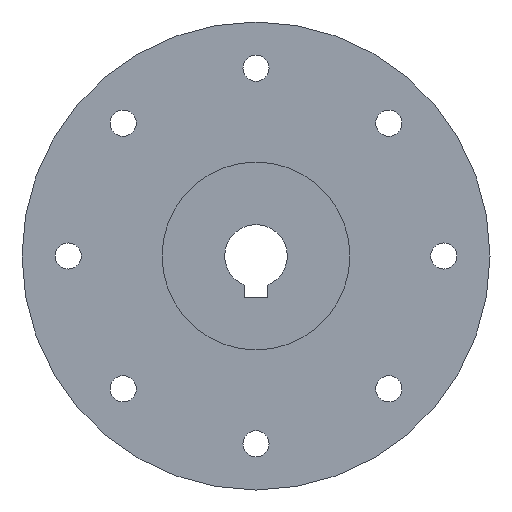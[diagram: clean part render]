
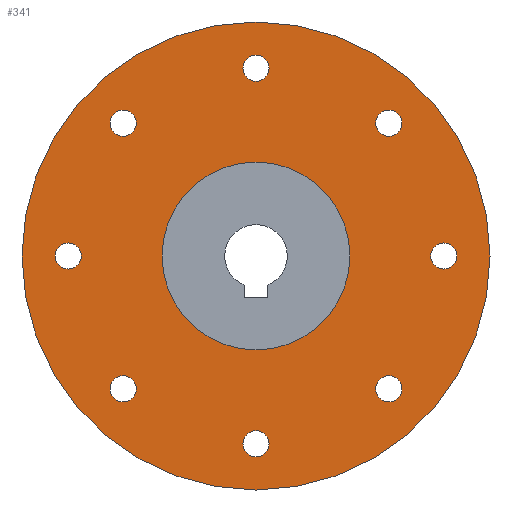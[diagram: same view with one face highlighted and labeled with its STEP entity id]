
A CAD part, front view. The second image highlights one B-rep face of the part: STEP entity #341.
In plain terms, the highlighted planar face has unit normal (0, -1, 0).
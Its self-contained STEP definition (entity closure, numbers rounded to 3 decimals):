
#15=FACE_BOUND('',#61,.T.);
#16=FACE_BOUND('',#62,.T.);
#17=FACE_BOUND('',#63,.T.);
#18=FACE_BOUND('',#64,.T.);
#19=FACE_BOUND('',#65,.T.);
#20=FACE_BOUND('',#66,.T.);
#21=FACE_BOUND('',#67,.T.);
#22=FACE_BOUND('',#68,.T.);
#23=FACE_BOUND('',#69,.T.);
#34=PLANE('',#375);
#42=FACE_OUTER_BOUND('',#60,.T.);
#60=EDGE_LOOP('',(#243));
#61=EDGE_LOOP('',(#244));
#62=EDGE_LOOP('',(#245));
#63=EDGE_LOOP('',(#246));
#64=EDGE_LOOP('',(#247));
#65=EDGE_LOOP('',(#248));
#66=EDGE_LOOP('',(#249));
#67=EDGE_LOOP('',(#250));
#68=EDGE_LOOP('',(#251));
#69=EDGE_LOOP('',(#252));
#142=CIRCLE('',#373,29.9);
#144=CIRCLE('',#376,12.);
#145=CIRCLE('',#377,1.666);
#146=CIRCLE('',#378,1.666);
#147=CIRCLE('',#379,1.666);
#148=CIRCLE('',#380,1.666);
#149=CIRCLE('',#381,1.666);
#150=CIRCLE('',#382,1.666);
#151=CIRCLE('',#383,1.666);
#152=CIRCLE('',#384,1.666);
#164=VERTEX_POINT('',#519);
#166=VERTEX_POINT('',#525);
#167=VERTEX_POINT('',#527);
#168=VERTEX_POINT('',#529);
#169=VERTEX_POINT('',#531);
#170=VERTEX_POINT('',#533);
#171=VERTEX_POINT('',#535);
#172=VERTEX_POINT('',#537);
#173=VERTEX_POINT('',#539);
#174=VERTEX_POINT('',#541);
#194=EDGE_CURVE('',#164,#164,#142,.T.);
#197=EDGE_CURVE('',#166,#166,#144,.T.);
#198=EDGE_CURVE('',#167,#167,#145,.F.);
#199=EDGE_CURVE('',#168,#168,#146,.F.);
#200=EDGE_CURVE('',#169,#169,#147,.F.);
#201=EDGE_CURVE('',#170,#170,#148,.F.);
#202=EDGE_CURVE('',#171,#171,#149,.F.);
#203=EDGE_CURVE('',#172,#172,#150,.F.);
#204=EDGE_CURVE('',#173,#173,#151,.F.);
#205=EDGE_CURVE('',#174,#174,#152,.F.);
#243=ORIENTED_EDGE('',*,*,#194,.T.);
#244=ORIENTED_EDGE('',*,*,#197,.F.);
#245=ORIENTED_EDGE('',*,*,#198,.T.);
#246=ORIENTED_EDGE('',*,*,#199,.T.);
#247=ORIENTED_EDGE('',*,*,#200,.T.);
#248=ORIENTED_EDGE('',*,*,#201,.T.);
#249=ORIENTED_EDGE('',*,*,#202,.T.);
#250=ORIENTED_EDGE('',*,*,#203,.T.);
#251=ORIENTED_EDGE('',*,*,#204,.T.);
#252=ORIENTED_EDGE('',*,*,#205,.T.);
#341=ADVANCED_FACE('',(#42,#15,#16,#17,#18,#19,#20,#21,#22,#23),#34,.F.);
#373=AXIS2_PLACEMENT_3D('',#520,#416,#417);
#375=AXIS2_PLACEMENT_3D('',#524,#421,#422);
#376=AXIS2_PLACEMENT_3D('',#526,#423,#424);
#377=AXIS2_PLACEMENT_3D('',#528,#425,#426);
#378=AXIS2_PLACEMENT_3D('',#530,#427,#428);
#379=AXIS2_PLACEMENT_3D('',#532,#429,#430);
#380=AXIS2_PLACEMENT_3D('',#534,#431,#432);
#381=AXIS2_PLACEMENT_3D('',#536,#433,#434);
#382=AXIS2_PLACEMENT_3D('',#538,#435,#436);
#383=AXIS2_PLACEMENT_3D('',#540,#437,#438);
#384=AXIS2_PLACEMENT_3D('',#542,#439,#440);
#416=DIRECTION('center_axis',(0.,-1.,0.));
#417=DIRECTION('ref_axis',(-1.,0.,0.));
#421=DIRECTION('center_axis',(0.,1.,0.));
#422=DIRECTION('ref_axis',(0.,0.,1.));
#423=DIRECTION('center_axis',(0.,-1.,0.));
#424=DIRECTION('ref_axis',(0.,0.,-1.));
#425=DIRECTION('center_axis',(0.,-1.,0.));
#426=DIRECTION('ref_axis',(0.,0.,1.));
#427=DIRECTION('center_axis',(0.,-1.,0.));
#428=DIRECTION('ref_axis',(0.,0.,1.));
#429=DIRECTION('center_axis',(0.,-1.,0.));
#430=DIRECTION('ref_axis',(0.,0.,1.));
#431=DIRECTION('center_axis',(0.,-1.,0.));
#432=DIRECTION('ref_axis',(0.,0.,1.));
#433=DIRECTION('center_axis',(0.,-1.,0.));
#434=DIRECTION('ref_axis',(0.,0.,1.));
#435=DIRECTION('center_axis',(0.,-1.,0.));
#436=DIRECTION('ref_axis',(0.,0.,1.));
#437=DIRECTION('center_axis',(0.,-1.,0.));
#438=DIRECTION('ref_axis',(0.,0.,1.));
#439=DIRECTION('center_axis',(0.,-1.,0.));
#440=DIRECTION('ref_axis',(0.,0.,1.));
#519=CARTESIAN_POINT('',(-240.15,90.55,729.8));
#520=CARTESIAN_POINT('Origin',(-270.05,90.55,729.8));
#524=CARTESIAN_POINT('Origin',(-270.05,90.55,729.8));
#525=CARTESIAN_POINT('',(-270.05,90.55,741.8));
#526=CARTESIAN_POINT('Origin',(-270.05,90.55,729.8));
#527=CARTESIAN_POINT('',(-270.05,90.55,704.134));
#528=CARTESIAN_POINT('Origin',(-270.05,90.55,705.8));
#529=CARTESIAN_POINT('',(-270.05,90.55,752.134));
#530=CARTESIAN_POINT('Origin',(-270.05,90.55,753.8));
#531=CARTESIAN_POINT('',(-253.079,90.55,745.105));
#532=CARTESIAN_POINT('Origin',(-253.079,90.55,746.771));
#533=CARTESIAN_POINT('',(-287.021,90.55,711.163));
#534=CARTESIAN_POINT('Origin',(-287.021,90.55,712.829));
#535=CARTESIAN_POINT('',(-253.079,90.55,711.163));
#536=CARTESIAN_POINT('Origin',(-253.079,90.55,712.829));
#537=CARTESIAN_POINT('',(-287.021,90.55,745.105));
#538=CARTESIAN_POINT('Origin',(-287.021,90.55,746.771));
#539=CARTESIAN_POINT('',(-246.05,90.55,728.134));
#540=CARTESIAN_POINT('Origin',(-246.05,90.55,729.8));
#541=CARTESIAN_POINT('',(-294.05,90.55,728.134));
#542=CARTESIAN_POINT('Origin',(-294.05,90.55,729.8));
